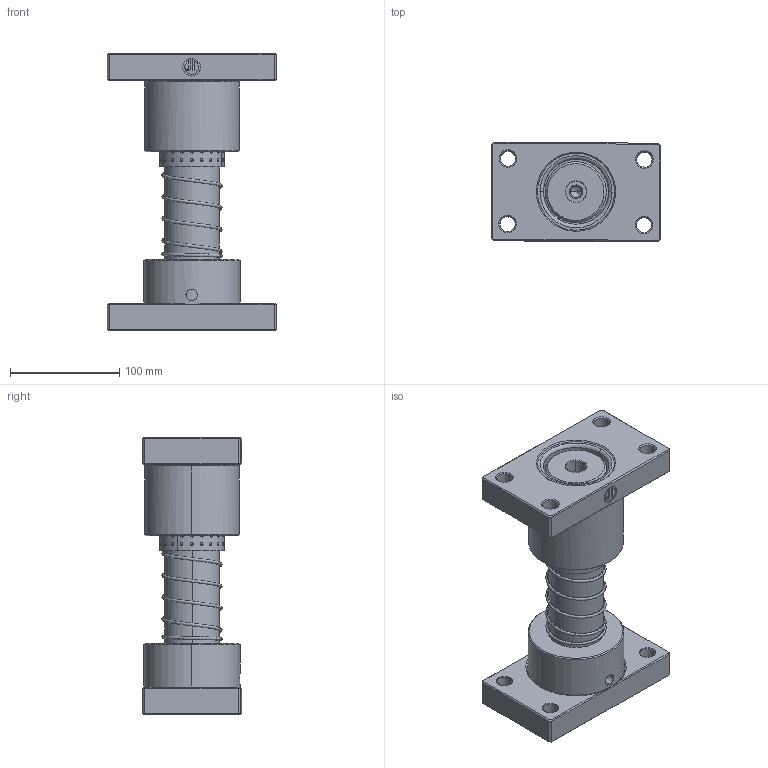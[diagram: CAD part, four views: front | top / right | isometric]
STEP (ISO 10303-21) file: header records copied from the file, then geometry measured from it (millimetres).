
FILE_DESCRIPTION (( 'STEP AP214' ), '1' );
FILE_NAME ('HYAK-D50-L200.STEP', '2021-09-23T08:57:05', ( 'User' ), ( 'china' ), 'SwSTEP 2.0', 'SolidWorks 2016', '' );
FILE_SCHEMA (( 'AUTOMOTIVE_DESIGN' ));
Length unit declared in the file: millimetre
Products named in the file (9): HYAK嘐隅結輸-PD50; HWP-D55.7-50.5-L110; BS-59.5-50.5-L90; SAB-D50; SAB-D50傍杶; MGH-D50; MGMK-D50-L200; HYAK-D50-L200
Assembly tree (8 placements, depth 3):
  HYAK-D50-L200
    MGMK-D50-L200
    MGH-D50
    SAB-D50
      SAB-D50
      SAB-D50傍杶
    BS-59.5-50.5-L90
    HWP-D55.7-50.5-L110
    HYAK嘐隅結輸-PD50
Bounding box: 155.59 x 91.03 x 253.67 mm (x, y, z)
Volume: 1460126.4 mm3; surface area: 264345.1 mm2
Topology: 7 solids, 7 shells, 1106 faces, 2298 edges, 1638 vertices
Faces by surface type: sphere 880, plane 81, cone 64, cylinder 62, torus 11, bspline 8
Entity records: 59758 total; most frequent: CARTESIAN_POINT 26380, DIRECTION 4678, ORIENTED_EDGE 4592, EDGE_CURVE 2296, AXIS2_PLACEMENT_3D 2198, VERTEX_POINT 1638, EDGE_LOOP 1568, ADVANCED_FACE 1106
